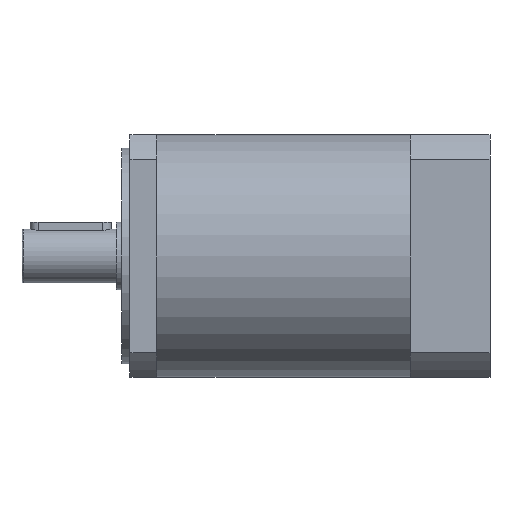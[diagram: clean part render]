
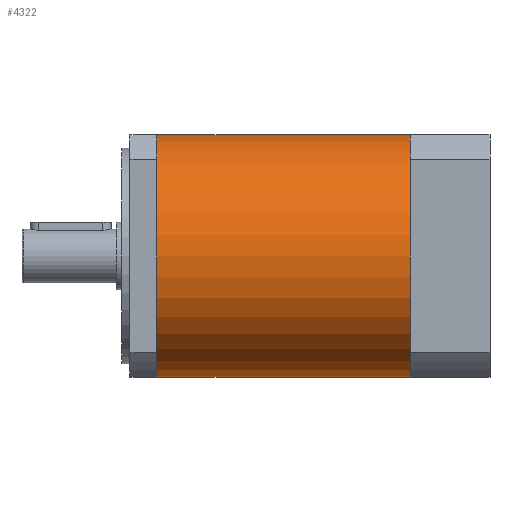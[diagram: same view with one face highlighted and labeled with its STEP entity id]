
A CAD part, left-side view. The second image highlights one B-rep face of the part: STEP entity #4322.
In plain terms, the highlighted cylindrical face has radius 45 mm (diameter 90 mm), a partial arc.
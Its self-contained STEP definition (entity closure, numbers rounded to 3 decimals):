
#179 = CARTESIAN_POINT ( 'NONE',  ( 0., -47., -45. ) ) ;
#192 = AXIS2_PLACEMENT_3D ( 'NONE', #951, #2924, #3311 ) ;
#269 = DIRECTION ( 'NONE',  ( 0., 0., 1. ) ) ;
#307 = CIRCLE ( 'NONE', #4492, 45. ) ;
#313 = DIRECTION ( 'NONE',  ( 0., 0., 1. ) ) ;
#329 = CARTESIAN_POINT ( 'NONE',  ( 0., 47., 0. ) ) ;
#500 = DIRECTION ( 'NONE',  ( 0., 1., 0. ) ) ;
#736 = DIRECTION ( 'NONE',  ( 0., 0., 1. ) ) ;
#755 = CARTESIAN_POINT ( 'NONE',  ( -45., -47., 0. ) ) ;
#951 = CARTESIAN_POINT ( 'NONE',  ( 0., 47., 0. ) ) ;
#955 = CIRCLE ( 'NONE', #2610, 45. ) ;
#1113 = AXIS2_PLACEMENT_3D ( 'NONE', #5069, #2676, #313 ) ;
#1142 = VERTEX_POINT ( 'NONE', #3335 ) ;
#1346 = CYLINDRICAL_SURFACE ( 'NONE', #192, 45. ) ;
#1679 = EDGE_CURVE ( 'NONE', #4737, #1142, #3384, .T. ) ;
#1949 = VECTOR ( 'NONE', #4920, 1000. ) ;
#2065 = CARTESIAN_POINT ( 'NONE',  ( -45., 47., 0. ) ) ;
#2172 = EDGE_CURVE ( 'NONE', #4089, #3826, #5016, .T. ) ;
#2360 = DIRECTION ( 'NONE',  ( 0., -1., 0. ) ) ;
#2383 = CARTESIAN_POINT ( 'NONE',  ( 0., 47., 45. ) ) ;
#2412 = EDGE_CURVE ( 'NONE', #2597, #4737, #307, .T. ) ;
#2514 = AXIS2_PLACEMENT_3D ( 'NONE', #2873, #500, #3260 ) ;
#2592 = EDGE_CURVE ( 'NONE', #4089, #2597, #4850, .T. ) ;
#2597 = VERTEX_POINT ( 'NONE', #2065 ) ;
#2610 = AXIS2_PLACEMENT_3D ( 'NONE', #5032, #2629, #269 ) ;
#2629 = DIRECTION ( 'NONE',  ( 0., 1., 0. ) ) ;
#2676 = DIRECTION ( 'NONE',  ( 0., 1., 0. ) ) ;
#2758 = EDGE_CURVE ( 'NONE', #3826, #4923, #4215, .T. ) ;
#2821 = ORIENTED_EDGE ( 'NONE', *, *, #2172, .T. ) ;
#2873 = CARTESIAN_POINT ( 'NONE',  ( 0., 47., 0. ) ) ;
#2889 = EDGE_LOOP ( 'NONE', ( #3324, #4250, #3461, #2821, #3436, #4419 ) ) ;
#2924 = DIRECTION ( 'NONE',  ( 0., -1., 0. ) ) ;
#3107 = DIRECTION ( 'NONE',  ( 0., 1., 0. ) ) ;
#3256 = VECTOR ( 'NONE', #2360, 1000. ) ;
#3260 = DIRECTION ( 'NONE',  ( 0., 0., 1. ) ) ;
#3311 = DIRECTION ( 'NONE',  ( 0., 0., -1. ) ) ;
#3323 = CARTESIAN_POINT ( 'NONE',  ( 0., 47., -45. ) ) ;
#3324 = ORIENTED_EDGE ( 'NONE', *, *, #1679, .F. ) ;
#3335 = CARTESIAN_POINT ( 'NONE',  ( 0., -47., 45. ) ) ;
#3384 = LINE ( 'NONE', #2383, #3256 ) ;
#3436 = ORIENTED_EDGE ( 'NONE', *, *, #2758, .T. ) ;
#3461 = ORIENTED_EDGE ( 'NONE', *, *, #2592, .F. ) ;
#3591 = FACE_OUTER_BOUND ( 'NONE', #2889, .T. ) ;
#3749 = EDGE_CURVE ( 'NONE', #4923, #1142, #955, .T. ) ;
#3826 = VERTEX_POINT ( 'NONE', #179 ) ;
#3937 = CARTESIAN_POINT ( 'NONE',  ( 0., 47., -45. ) ) ;
#4089 = VERTEX_POINT ( 'NONE', #3937 ) ;
#4215 = CIRCLE ( 'NONE', #1113, 45. ) ;
#4250 = ORIENTED_EDGE ( 'NONE', *, *, #2412, .F. ) ;
#4322 = ADVANCED_FACE ( 'NONE', ( #3591 ), #1346, .T. ) ;
#4419 = ORIENTED_EDGE ( 'NONE', *, *, #3749, .T. ) ;
#4492 = AXIS2_PLACEMENT_3D ( 'NONE', #329, #3107, #736 ) ;
#4737 = VERTEX_POINT ( 'NONE', #4989 ) ;
#4850 = CIRCLE ( 'NONE', #2514, 45. ) ;
#4920 = DIRECTION ( 'NONE',  ( 0., -1., 0. ) ) ;
#4923 = VERTEX_POINT ( 'NONE', #755 ) ;
#4989 = CARTESIAN_POINT ( 'NONE',  ( 0., 47., 45. ) ) ;
#5016 = LINE ( 'NONE', #3323, #1949 ) ;
#5032 = CARTESIAN_POINT ( 'NONE',  ( 0., -47., 0. ) ) ;
#5069 = CARTESIAN_POINT ( 'NONE',  ( 0., -47., 0. ) ) ;
